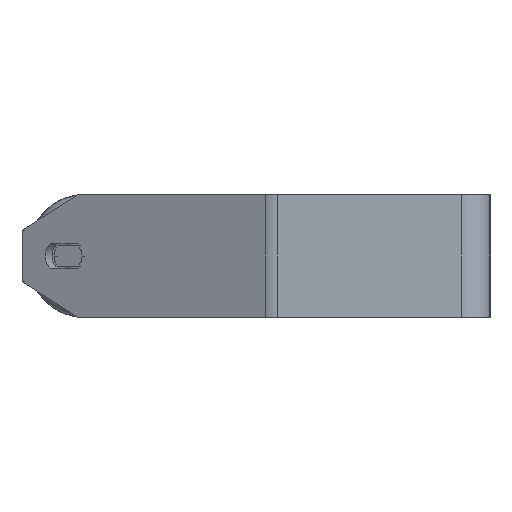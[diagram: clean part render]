
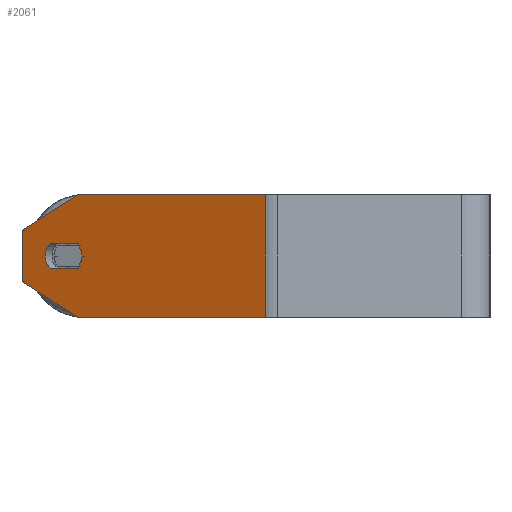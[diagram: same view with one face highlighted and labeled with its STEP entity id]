
A CAD part, left-side view. The second image highlights one B-rep face of the part: STEP entity #2061.
In plain terms, the highlighted planar face has unit normal (-0.906, 0.423, 0).
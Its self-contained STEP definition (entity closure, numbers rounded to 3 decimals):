
#4 = FACE_BOUND ( 'NONE', #5121, .T. ) ;
#291 = LINE ( 'NONE', #5803, #983 ) ;
#300 = LINE ( 'NONE', #6257, #1958 ) ;
#384 = EDGE_CURVE ( 'NONE', #8462, #2552, #585, .T. ) ;
#514 = FACE_OUTER_BOUND ( 'NONE', #3579, .T. ) ;
#530 = CARTESIAN_POINT ( 'NONE',  ( -455.672, 202.526, -30. ) ) ;
#551 = EDGE_CURVE ( 'NONE', #2552, #3355, #687, .T. ) ;
#585 = CIRCLE ( 'NONE', #1157, 7.5 ) ;
#687 = LINE ( 'NONE', #6657, #867 ) ;
#867 = VECTOR ( 'NONE', #5318, 1000. ) ;
#942 = DIRECTION ( 'NONE',  ( 0.423, 0.906, 0. ) ) ;
#983 = VECTOR ( 'NONE', #1620, 1000. ) ;
#1034 = ORIENTED_EDGE ( 'NONE', *, *, #384, .F. ) ;
#1091 = DIRECTION ( 'NONE',  ( -0.906, 0.423, 0. ) ) ;
#1157 = AXIS2_PLACEMENT_3D ( 'NONE', #2504, #1091, #2422 ) ;
#1200 = VERTEX_POINT ( 'NONE', #6629 ) ;
#1221 = DIRECTION ( 'NONE',  ( 0.366, 0.785, -0.5 ) ) ;
#1339 = ORIENTED_EDGE ( 'NONE', *, *, #8727, .F. ) ;
#1508 = CARTESIAN_POINT ( 'NONE',  ( -456.728, 200.26, 0. ) ) ;
#1529 = VECTOR ( 'NONE', #7956, 1000. ) ;
#1620 = DIRECTION ( 'NONE',  ( -0.423, -0.906, 0. ) ) ;
#1733 = CARTESIAN_POINT ( 'NONE',  ( -442.993, 229.715, -30. ) ) ;
#1774 = DIRECTION ( 'NONE',  ( -0.423, -0.906, 0. ) ) ;
#1796 = EDGE_CURVE ( 'NONE', #2348, #8462, #2805, .T. ) ;
#1958 = VECTOR ( 'NONE', #4254, 1000. ) ;
#2061 = ADVANCED_FACE ( 'NONE', ( #4, #514 ), #6731, .F. ) ;
#2090 = EDGE_CURVE ( 'NONE', #6404, #7971, #4058, .T. ) ;
#2127 = CIRCLE ( 'NONE', #3280, 7.5 ) ;
#2164 = CARTESIAN_POINT ( 'NONE',  ( -498.688, 110.277, 30. ) ) ;
#2286 = DIRECTION ( 'NONE',  ( -0.423, -0.906, 0. ) ) ;
#2301 = VECTOR ( 'NONE', #942, 1000. ) ;
#2308 = AXIS2_PLACEMENT_3D ( 'NONE', #2623, #2665, #3220 ) ;
#2331 = DIRECTION ( 'NONE',  ( -0.906, 0.423, 0. ) ) ;
#2348 = VERTEX_POINT ( 'NONE', #7193 ) ;
#2422 = DIRECTION ( 'NONE',  ( 0.423, 0.906, 0. ) ) ;
#2434 = ORIENTED_EDGE ( 'NONE', *, *, #5005, .T. ) ;
#2504 = CARTESIAN_POINT ( 'NONE',  ( -451.446, 211.589, 0. ) ) ;
#2515 = VECTOR ( 'NONE', #6839, 1000. ) ;
#2552 = VERTEX_POINT ( 'NONE', #7456 ) ;
#2623 = CARTESIAN_POINT ( 'NONE',  ( -442.993, 229.715, 30. ) ) ;
#2665 = DIRECTION ( 'NONE',  ( 0.906, -0.423, 0. ) ) ;
#2805 = LINE ( 'NONE', #8331, #2301 ) ;
#3025 = CARTESIAN_POINT ( 'NONE',  ( -442.993, 229.715, 12.679 ) ) ;
#3037 = ORIENTED_EDGE ( 'NONE', *, *, #7735, .T. ) ;
#3220 = DIRECTION ( 'NONE',  ( 0.423, 0.906, 0. ) ) ;
#3251 = DIRECTION ( 'NONE',  ( -0.423, -0.906, 0. ) ) ;
#3280 = AXIS2_PLACEMENT_3D ( 'NONE', #6485, #2331, #2286 ) ;
#3288 = LINE ( 'NONE', #530, #1529 ) ;
#3320 = ORIENTED_EDGE ( 'NONE', *, *, #4629, .F. ) ;
#3355 = VERTEX_POINT ( 'NONE', #5060 ) ;
#3413 = LINE ( 'NONE', #6211, #2515 ) ;
#3455 = VECTOR ( 'NONE', #1221, 1000. ) ;
#3579 = EDGE_LOOP ( 'NONE', ( #8687, #2434, #3037, #4407, #7921, #3598 ) ) ;
#3598 = ORIENTED_EDGE ( 'NONE', *, *, #2090, .T. ) ;
#3820 = EDGE_CURVE ( 'NONE', #6404, #8292, #291, .T. ) ;
#4012 = EDGE_CURVE ( 'NONE', #7971, #1200, #3413, .T. ) ;
#4058 = LINE ( 'NONE', #4682, #3455 ) ;
#4126 = ORIENTED_EDGE ( 'NONE', *, *, #1796, .F. ) ;
#4254 = DIRECTION ( 'NONE',  ( 0., 0., -1. ) ) ;
#4320 = VERTEX_POINT ( 'NONE', #1508 ) ;
#4407 = ORIENTED_EDGE ( 'NONE', *, *, #5218, .F. ) ;
#4594 = CARTESIAN_POINT ( 'NONE',  ( -453.559, 207.058, 0. ) ) ;
#4617 = CARTESIAN_POINT ( 'NONE',  ( -449.544, 215.668, 6. ) ) ;
#4629 = EDGE_CURVE ( 'NONE', #4320, #2348, #7499, .T. ) ;
#4657 = AXIS2_PLACEMENT_3D ( 'NONE', #4594, #7309, #3251 ) ;
#4682 = CARTESIAN_POINT ( 'NONE',  ( -442.993, 229.715, 12.679 ) ) ;
#5005 = EDGE_CURVE ( 'NONE', #1200, #6469, #3288, .T. ) ;
#5060 = CARTESIAN_POINT ( 'NONE',  ( -455.461, 202.979, -6. ) ) ;
#5121 = EDGE_LOOP ( 'NONE', ( #5893, #1034, #4126, #3320, #1339 ) ) ;
#5218 = EDGE_CURVE ( 'NONE', #8292, #5919, #300, .T. ) ;
#5314 = CARTESIAN_POINT ( 'NONE',  ( -498.688, 110.277, -30. ) ) ;
#5318 = DIRECTION ( 'NONE',  ( -0.423, -0.906, 0. ) ) ;
#5687 = CARTESIAN_POINT ( 'NONE',  ( -455.672, 202.526, -30. ) ) ;
#5775 = CARTESIAN_POINT ( 'NONE',  ( -455.672, 202.526, 30. ) ) ;
#5803 = CARTESIAN_POINT ( 'NONE',  ( -442.993, 229.715, 30. ) ) ;
#5893 = ORIENTED_EDGE ( 'NONE', *, *, #551, .F. ) ;
#5919 = VERTEX_POINT ( 'NONE', #5314 ) ;
#5979 = VECTOR ( 'NONE', #1774, 1000. ) ;
#6211 = CARTESIAN_POINT ( 'NONE',  ( -442.993, 229.715, 30. ) ) ;
#6257 = CARTESIAN_POINT ( 'NONE',  ( -498.688, 110.277, 30. ) ) ;
#6404 = VERTEX_POINT ( 'NONE', #5775 ) ;
#6469 = VERTEX_POINT ( 'NONE', #5687 ) ;
#6485 = CARTESIAN_POINT ( 'NONE',  ( -453.559, 207.058, 0. ) ) ;
#6505 = LINE ( 'NONE', #1733, #5979 ) ;
#6629 = CARTESIAN_POINT ( 'NONE',  ( -442.993, 229.715, -12.679 ) ) ;
#6657 = CARTESIAN_POINT ( 'NONE',  ( -455.461, 202.979, -6. ) ) ;
#6731 = PLANE ( 'NONE',  #2308 ) ;
#6839 = DIRECTION ( 'NONE',  ( 0., 0., -1. ) ) ;
#7193 = CARTESIAN_POINT ( 'NONE',  ( -455.461, 202.979, 6. ) ) ;
#7309 = DIRECTION ( 'NONE',  ( -0.906, 0.423, 0. ) ) ;
#7456 = CARTESIAN_POINT ( 'NONE',  ( -449.544, 215.668, -6. ) ) ;
#7499 = CIRCLE ( 'NONE', #4657, 7.5 ) ;
#7735 = EDGE_CURVE ( 'NONE', #6469, #5919, #6505, .T. ) ;
#7921 = ORIENTED_EDGE ( 'NONE', *, *, #3820, .F. ) ;
#7956 = DIRECTION ( 'NONE',  ( -0.366, -0.785, -0.5 ) ) ;
#7971 = VERTEX_POINT ( 'NONE', #3025 ) ;
#8292 = VERTEX_POINT ( 'NONE', #2164 ) ;
#8331 = CARTESIAN_POINT ( 'NONE',  ( -455.461, 202.979, 6. ) ) ;
#8462 = VERTEX_POINT ( 'NONE', #4617 ) ;
#8687 = ORIENTED_EDGE ( 'NONE', *, *, #4012, .T. ) ;
#8727 = EDGE_CURVE ( 'NONE', #3355, #4320, #2127, .T. ) ;
